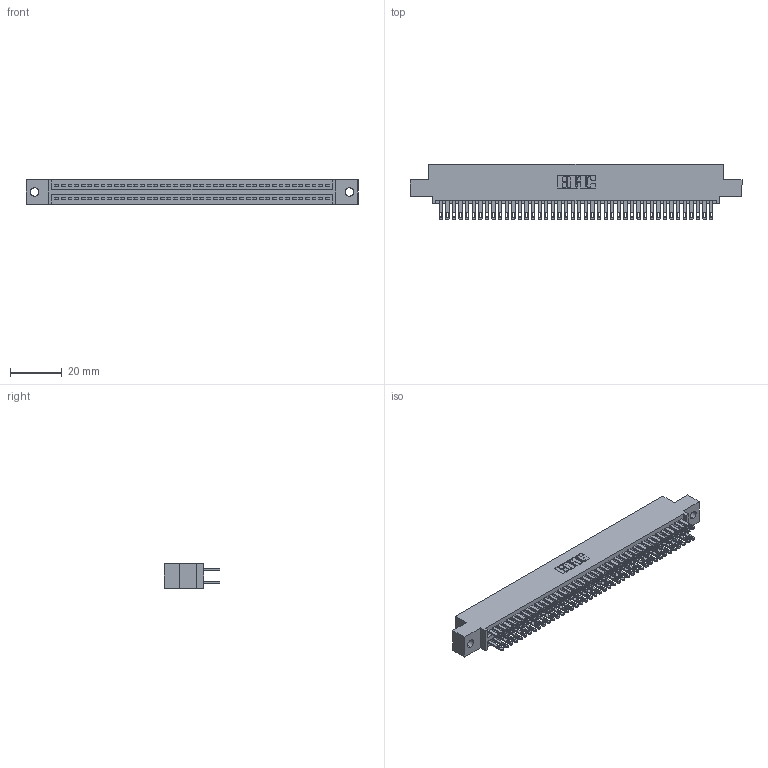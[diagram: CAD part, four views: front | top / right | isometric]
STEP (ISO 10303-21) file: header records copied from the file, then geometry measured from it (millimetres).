
FILE_DESCRIPTION (( 'STEP AP203' ), '1' );
FILE_NAME ('345-084-500-502.STEP', '2019-11-01T03:02:31', ( '' ), ( '' ), 'SwSTEP 2.0', 'SolidWorks 2016', '' );
FILE_SCHEMA (( 'CONFIG_CONTROL_DESIGN' ));
Length unit declared in the file: inch
Products named in the file (3): 345-292-001_345-293-100; 345 Part_0.110 Offset - 0.128 Dia; 345-084-500-502
Assembly tree (85 placements, depth 2):
  345-084-500-502
    345 Part_0.110 Offset - 0.128 Dia
    345-292-001_345-293-100  x84
Bounding box: 127.89 x 21.51 x 9.4 mm (x, y, z)
Volume: 12569.9 mm3; surface area: 19257.3 mm2
Topology: 85 solids, 85 shells, 3994 faces, 12197 edges, 8130 vertices
Faces by surface type: plane 2352, cylinder 1642
Entity records: 33019 total; most frequent: CARTESIAN_POINT 5536, ORIENTED_EDGE 5470, DIRECTION 4883, EDGE_CURVE 2735, VECTOR 2431, LINE 2431, VERTEX_POINT 1822, AXIS2_PLACEMENT_3D 1226
